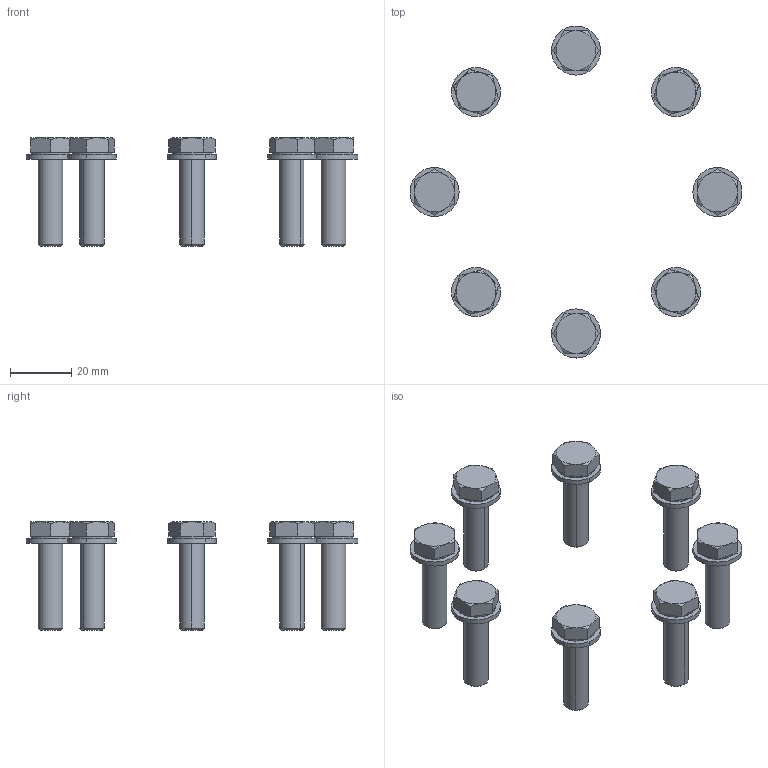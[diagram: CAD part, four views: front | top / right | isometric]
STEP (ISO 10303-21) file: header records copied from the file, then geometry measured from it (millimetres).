
FILE_DESCRIPTION (( 'STEP AP214' ), '1' );
FILE_NAME ('420BSC063-30.step', '2017-07-07T09:46:04', ( 'install' ), ( '' ), 'SwSTEP 2.0', 'SolidWorks 2015', '' );
FILE_SCHEMA (( 'AUTOMOTIVE_DESIGN' ));
Length unit declared in the file: millimetre
Products named in the file (1): 420BSC063-30
Bounding box: 108.19 x 108.19 x 35.3 mm (x, y, z)
Volume: 20010.9 mm3; surface area: 13399.2 mm2
Topology: 16 solids, 16 shells, 280 faces, 576 edges, 336 vertices
Faces by surface type: plane 136, cylinder 64, cone 64, torus 16
Entity records: 10917 total; most frequent: CARTESIAN_POINT 1737, DIRECTION 1298, ORIENTED_EDGE 1152, EDGE_CURVE 576, AXIS2_PLACEMENT_3D 537, VERTEX_POINT 336, EDGE_LOOP 304, UNCERTAINTY_MEASURE_WITH_UNIT 298
